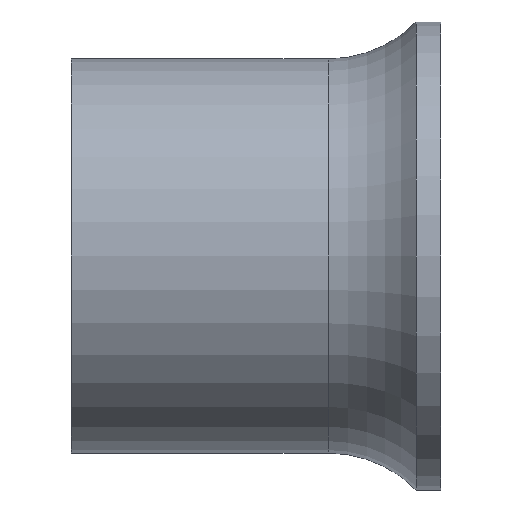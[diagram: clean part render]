
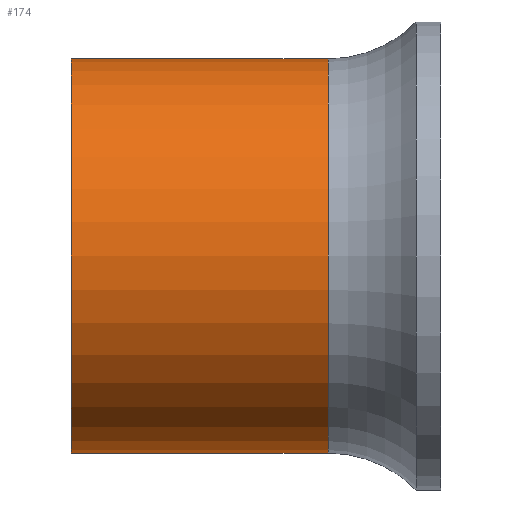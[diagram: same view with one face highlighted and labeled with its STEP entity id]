
A CAD part, left-side view. The second image highlights one B-rep face of the part: STEP entity #174.
In plain terms, the highlighted cylindrical face has radius 16 mm (diameter 32 mm), a partial arc.
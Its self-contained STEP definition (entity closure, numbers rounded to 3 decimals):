
#15 = LINE ( 'NONE', #89, #420 ) ;
#17 = DIRECTION ( 'NONE',  ( 0., -1., 0. ) ) ;
#24 = DIRECTION ( 'NONE',  ( 0., 0., 1. ) ) ;
#37 = CARTESIAN_POINT ( 'NONE',  ( 0., 30., 16. ) ) ;
#47 = EDGE_CURVE ( 'NONE', #187, #341, #15, .T. ) ;
#68 = ORIENTED_EDGE ( 'NONE', *, *, #495, .F. ) ;
#70 = ORIENTED_EDGE ( 'NONE', *, *, #109, .F. ) ;
#89 = CARTESIAN_POINT ( 'NONE',  ( 0., 30., -16. ) ) ;
#95 = DIRECTION ( 'NONE',  ( 0., -1., 0. ) ) ;
#97 = LINE ( 'NONE', #376, #177 ) ;
#109 = EDGE_CURVE ( 'NONE', #187, #311, #114, .T. ) ;
#114 = CIRCLE ( 'NONE', #486, 16. ) ;
#122 = AXIS2_PLACEMENT_3D ( 'NONE', #144, #459, #221 ) ;
#140 = DIRECTION ( 'NONE',  ( 0., 0., -1. ) ) ;
#144 = CARTESIAN_POINT ( 'NONE',  ( 0., 9.141, 0. ) ) ;
#174 = ADVANCED_FACE ( 'NONE', ( #474 ), #388, .T. ) ;
#177 = VECTOR ( 'NONE', #17, 1000. ) ;
#185 = VERTEX_POINT ( 'NONE', #390 ) ;
#187 = VERTEX_POINT ( 'NONE', #304 ) ;
#207 = DIRECTION ( 'NONE',  ( 0., -1., 0. ) ) ;
#221 = DIRECTION ( 'NONE',  ( 0., 0., -1. ) ) ;
#231 = ORIENTED_EDGE ( 'NONE', *, *, #300, .T. ) ;
#274 = EDGE_LOOP ( 'NONE', ( #68, #70, #320, #231 ) ) ;
#300 = EDGE_CURVE ( 'NONE', #341, #185, #412, .T. ) ;
#304 = CARTESIAN_POINT ( 'NONE',  ( 0., 30., -16. ) ) ;
#308 = CARTESIAN_POINT ( 'NONE',  ( 0., 30., 0. ) ) ;
#311 = VERTEX_POINT ( 'NONE', #37 ) ;
#320 = ORIENTED_EDGE ( 'NONE', *, *, #47, .T. ) ;
#321 = CARTESIAN_POINT ( 'NONE',  ( 0., 9.141, -16. ) ) ;
#339 = AXIS2_PLACEMENT_3D ( 'NONE', #350, #95, #140 ) ;
#341 = VERTEX_POINT ( 'NONE', #321 ) ;
#350 = CARTESIAN_POINT ( 'NONE',  ( 0., 30., 0. ) ) ;
#376 = CARTESIAN_POINT ( 'NONE',  ( 0., 30., 16. ) ) ;
#388 = CYLINDRICAL_SURFACE ( 'NONE', #339, 16. ) ;
#390 = CARTESIAN_POINT ( 'NONE',  ( 0., 9.141, 16. ) ) ;
#412 = CIRCLE ( 'NONE', #122, 16. ) ;
#418 = DIRECTION ( 'NONE',  ( 0., 1., 0. ) ) ;
#420 = VECTOR ( 'NONE', #207, 1000. ) ;
#459 = DIRECTION ( 'NONE',  ( 0., 1., 0. ) ) ;
#474 = FACE_OUTER_BOUND ( 'NONE', #274, .T. ) ;
#486 = AXIS2_PLACEMENT_3D ( 'NONE', #308, #418, #24 ) ;
#495 = EDGE_CURVE ( 'NONE', #311, #185, #97, .T. ) ;
